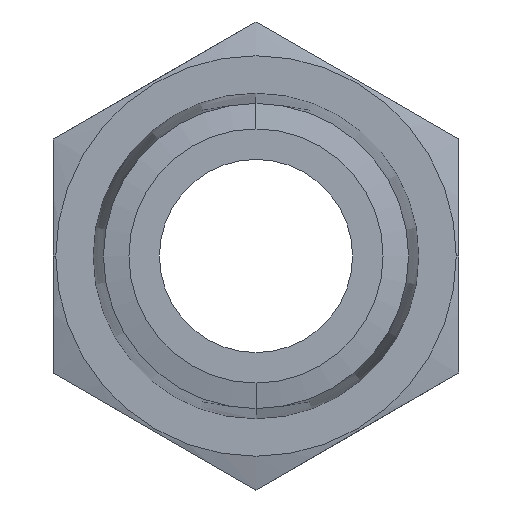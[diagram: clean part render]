
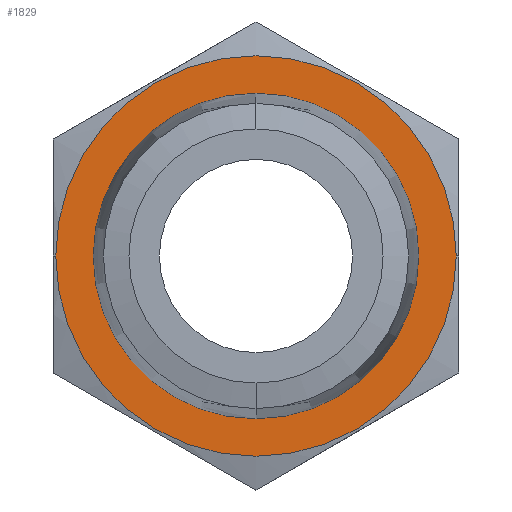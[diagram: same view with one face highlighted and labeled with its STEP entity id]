
A CAD part, front view. The second image highlights one B-rep face of the part: STEP entity #1829.
In plain terms, the highlighted planar face has unit normal (0, -1, 0).
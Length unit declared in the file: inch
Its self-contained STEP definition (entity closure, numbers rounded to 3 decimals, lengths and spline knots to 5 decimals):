
#2 = DIRECTION ( 'NONE',  ( 0., -1., 0. ) ) ;
#10 = CARTESIAN_POINT ( 'NONE',  ( 0., 0.55118, 0. ) ) ;
#13 = CARTESIAN_POINT ( 'NONE',  ( 0., 0.55118, 0. ) ) ;
#191 = CIRCLE ( 'NONE', #1428, 0.33071 ) ;
#232 = CARTESIAN_POINT ( 'NONE',  ( 0., 0.55118, 0.26883 ) ) ;
#237 = EDGE_CURVE ( 'NONE', #464, #1381, #191, .T. ) ;
#283 = CARTESIAN_POINT ( 'NONE',  ( 0., 0.55118, 0. ) ) ;
#291 = DIRECTION ( 'NONE',  ( 1., 0., 0. ) ) ;
#362 = ORIENTED_EDGE ( 'NONE', *, *, #1838, .F. ) ;
#369 = VERTEX_POINT ( 'NONE', #232 ) ;
#458 = ORIENTED_EDGE ( 'NONE', *, *, #237, .T. ) ;
#464 = VERTEX_POINT ( 'NONE', #1320 ) ;
#467 = FACE_OUTER_BOUND ( 'NONE', #1897, .T. ) ;
#499 = CARTESIAN_POINT ( 'NONE',  ( 0., 0.55118, 0. ) ) ;
#565 = CIRCLE ( 'NONE', #1808, 0.26883 ) ;
#618 = FACE_BOUND ( 'NONE', #1732, .T. ) ;
#658 = DIRECTION ( 'NONE',  ( 0., -1., 0. ) ) ;
#678 = CIRCLE ( 'NONE', #1564, 0.33071 ) ;
#751 = DIRECTION ( 'NONE',  ( 0., 1., 0. ) ) ;
#868 = ORIENTED_EDGE ( 'NONE', *, *, #934, .T. ) ;
#934 = EDGE_CURVE ( 'NONE', #1381, #464, #678, .T. ) ;
#983 = PLANE ( 'NONE',  #1341 ) ;
#1081 = DIRECTION ( 'NONE',  ( 0., -1., 0. ) ) ;
#1091 = CARTESIAN_POINT ( 'NONE',  ( 0., 0.55118, -0.26883 ) ) ;
#1217 = EDGE_CURVE ( 'NONE', #1390, #369, #565, .T. ) ;
#1239 = DIRECTION ( 'NONE',  ( 0., 0., 1. ) ) ;
#1252 = AXIS2_PLACEMENT_3D ( 'NONE', #283, #2, #1802 ) ;
#1262 = ORIENTED_EDGE ( 'NONE', *, *, #1217, .F. ) ;
#1319 = CARTESIAN_POINT ( 'NONE',  ( -0.33071, 0.55118, 0. ) ) ;
#1320 = CARTESIAN_POINT ( 'NONE',  ( 0.33071, 0.55118, 0. ) ) ;
#1341 = AXIS2_PLACEMENT_3D ( 'NONE', #499, #751, #1239 ) ;
#1381 = VERTEX_POINT ( 'NONE', #1319 ) ;
#1390 = VERTEX_POINT ( 'NONE', #1091 ) ;
#1428 = AXIS2_PLACEMENT_3D ( 'NONE', #1738, #1633, #1446 ) ;
#1446 = DIRECTION ( 'NONE',  ( 1., 0., 0. ) ) ;
#1564 = AXIS2_PLACEMENT_3D ( 'NONE', #13, #658, #291 ) ;
#1594 = CIRCLE ( 'NONE', #1252, 0.26883 ) ;
#1633 = DIRECTION ( 'NONE',  ( 0., -1., 0. ) ) ;
#1732 = EDGE_LOOP ( 'NONE', ( #1262, #362 ) ) ;
#1738 = CARTESIAN_POINT ( 'NONE',  ( 0., 0.55118, 0. ) ) ;
#1750 = DIRECTION ( 'NONE',  ( 0., 0., -1. ) ) ;
#1802 = DIRECTION ( 'NONE',  ( 0., 0., -1. ) ) ;
#1808 = AXIS2_PLACEMENT_3D ( 'NONE', #10, #1081, #1750 ) ;
#1829 = ADVANCED_FACE ( 'NONE', ( #618, #467 ), #983, .F. ) ;
#1838 = EDGE_CURVE ( 'NONE', #369, #1390, #1594, .T. ) ;
#1897 = EDGE_LOOP ( 'NONE', ( #868, #458 ) ) ;
